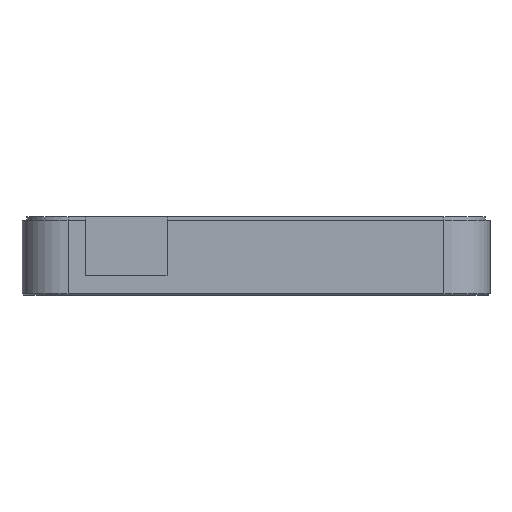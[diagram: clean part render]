
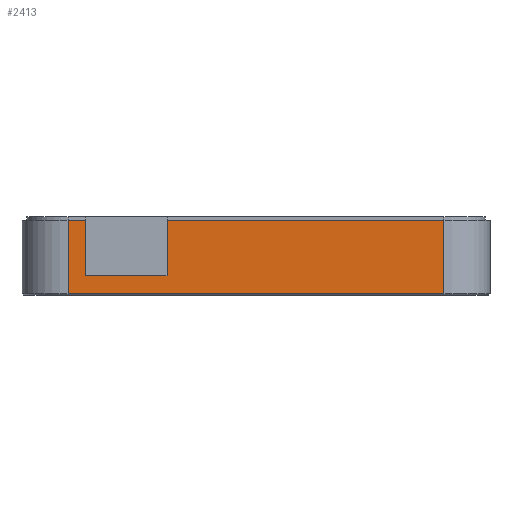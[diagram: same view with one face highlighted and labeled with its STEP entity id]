
A CAD part, left-side view. The second image highlights one B-rep face of the part: STEP entity #2413.
In plain terms, the highlighted planar face has unit normal (-1, 0, 0).
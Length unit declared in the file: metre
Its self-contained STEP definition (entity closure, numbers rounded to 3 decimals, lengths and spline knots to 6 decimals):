
#186=LINE('',#3906,#412);
#187=LINE('',#3909,#413);
#188=LINE('',#3911,#414);
#189=LINE('',#3913,#415);
#190=LINE('',#3915,#416);
#191=LINE('',#3917,#417);
#192=LINE('',#3919,#418);
#193=LINE('',#3921,#419);
#412=VECTOR('',#3083,1.);
#413=VECTOR('',#3084,1.);
#414=VECTOR('',#3085,1.);
#415=VECTOR('',#3086,1.);
#416=VECTOR('',#3087,1.);
#417=VECTOR('',#3088,1.);
#418=VECTOR('',#3089,1.);
#419=VECTOR('',#3090,1.);
#716=ORIENTED_EDGE('',*,*,#1410,.T.);
#717=ORIENTED_EDGE('',*,*,#1411,.T.);
#718=ORIENTED_EDGE('',*,*,#1412,.T.);
#719=ORIENTED_EDGE('',*,*,#1413,.F.);
#720=ORIENTED_EDGE('',*,*,#1414,.T.);
#721=ORIENTED_EDGE('',*,*,#1415,.F.);
#722=ORIENTED_EDGE('',*,*,#1416,.F.);
#723=ORIENTED_EDGE('',*,*,#1417,.F.);
#1410=EDGE_CURVE('',#1754,#1755,#186,.F.);
#1411=EDGE_CURVE('',#1755,#1756,#187,.T.);
#1412=EDGE_CURVE('',#1756,#1757,#188,.T.);
#1413=EDGE_CURVE('',#1758,#1757,#189,.T.);
#1414=EDGE_CURVE('',#1758,#1759,#190,.T.);
#1415=EDGE_CURVE('',#1760,#1759,#191,.T.);
#1416=EDGE_CURVE('',#1761,#1760,#192,.T.);
#1417=EDGE_CURVE('',#1754,#1761,#193,.T.);
#1754=VERTEX_POINT('',#3907);
#1755=VERTEX_POINT('',#3908);
#1756=VERTEX_POINT('',#3910);
#1757=VERTEX_POINT('',#3912);
#1758=VERTEX_POINT('',#3914);
#1759=VERTEX_POINT('',#3916);
#1760=VERTEX_POINT('',#3918);
#1761=VERTEX_POINT('',#3920);
#1999=EDGE_LOOP('',(#716,#717,#718,#719,#720,#721,#722,#723));
#2181=FACE_BOUND('',#1999,.T.);
#2345=PLANE('',#2642);
#2413=ADVANCED_FACE('',(#2181),#2345,.T.);
#2642=AXIS2_PLACEMENT_3D('',#3905,#3081,#3082);
#3081=DIRECTION('',(-1.,0.,0.));
#3082=DIRECTION('',(0.,-1.,0.));
#3083=DIRECTION('',(0.,0.,1.));
#3084=DIRECTION('',(0.,-1.,0.));
#3085=DIRECTION('',(0.,0.,1.));
#3086=DIRECTION('',(0.,-1.,0.));
#3087=DIRECTION('',(0.,0.,-1.));
#3088=DIRECTION('',(0.,-1.,0.));
#3089=DIRECTION('',(0.,0.,-1.));
#3090=DIRECTION('',(0.,-1.,0.));
#3905=CARTESIAN_POINT('',(-0.105,0.,-0.0075));
#3906=CARTESIAN_POINT('',(-0.105,0.053125,-0.0075));
#3907=CARTESIAN_POINT('',(-0.105,0.053125,0.0137));
#3908=CARTESIAN_POINT('',(-0.105,0.053125,-0.0071));
#3909=CARTESIAN_POINT('',(-0.105,0.,-0.0071));
#3910=CARTESIAN_POINT('',(-0.105,-0.053125,-0.0071));
#3911=CARTESIAN_POINT('',(-0.105,-0.053125,0.0137));
#3912=CARTESIAN_POINT('',(-0.105,-0.053125,0.0137));
#3913=CARTESIAN_POINT('',(-0.105,0.,0.0137));
#3914=CARTESIAN_POINT('',(-0.105,0.02515,0.0137));
#3915=CARTESIAN_POINT('',(-0.105,0.02515,2.874514));
#3916=CARTESIAN_POINT('',(-0.105,0.02515,-0.002));
#3917=CARTESIAN_POINT('',(-0.105,0.,-0.002));
#3918=CARTESIAN_POINT('',(-0.105,0.04815,-0.002));
#3919=CARTESIAN_POINT('',(-0.105,0.04815,2.874514));
#3920=CARTESIAN_POINT('',(-0.105,0.04815,0.0137));
#3921=CARTESIAN_POINT('',(-0.105,0.,0.0137));
